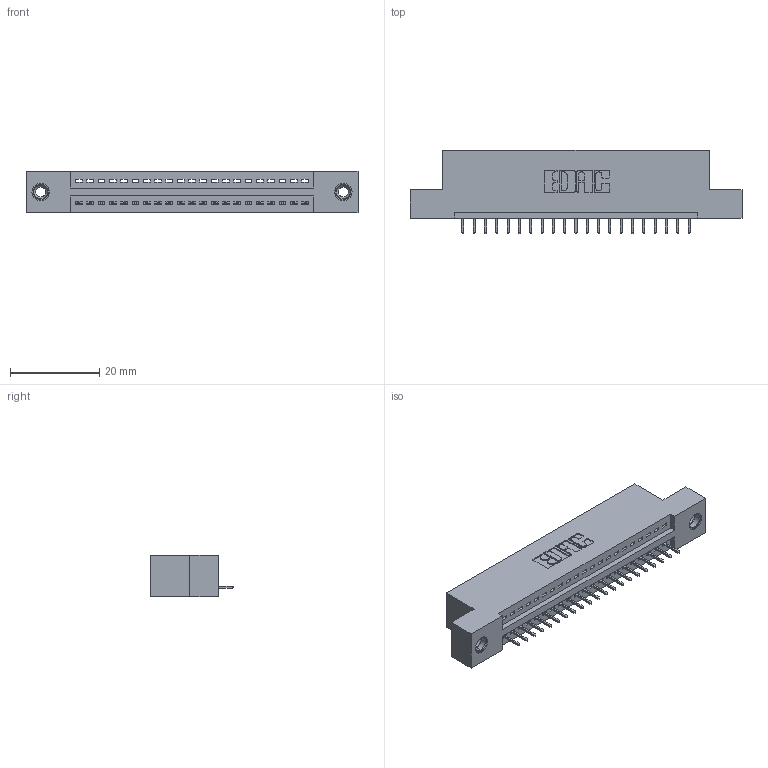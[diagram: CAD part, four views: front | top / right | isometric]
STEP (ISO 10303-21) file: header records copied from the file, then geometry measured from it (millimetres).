
FILE_DESCRIPTION (( 'STEP AP203' ), '1' );
FILE_NAME ('345-021-525-108.STEP', '2020-09-19T06:14:55', ( '' ), ( '' ), 'SwSTEP 2.0', 'SolidWorks 2020', '' );
FILE_SCHEMA (( 'CONFIG_CONTROL_DESIGN' ));
Length unit declared in the file: inch
Products named in the file (4): 345-250-001_345-250-003-102; 345-021-525-108; 345-292-001_345-293-125; 345 Part_Flush Mounting Lugs - 0.156 Dia-TI
Assembly tree (24 placements, depth 2):
  345-021-525-108
    345 Part_Flush Mounting Lugs - 0.156 Dia-TI
    345-292-001_345-293-125  x21
    345-250-001_345-250-003-102  x2
Bounding box: 74.55 x 18.72 x 9.4 mm (x, y, z)
Volume: 6816.5 mm3; surface area: 8506.3 mm2
Topology: 24 solids, 24 shells, 1488 faces, 4257 edges, 2746 vertices
Faces by surface type: plane 1078, cylinder 394, cone 12, torus 4
Entity records: 19892 total; most frequent: CARTESIAN_POINT 3426, ORIENTED_EDGE 3374, DIRECTION 3051, EDGE_CURVE 1687, LINE 1455, VECTOR 1455, VERTEX_POINT 1116, AXIS2_PLACEMENT_3D 798
